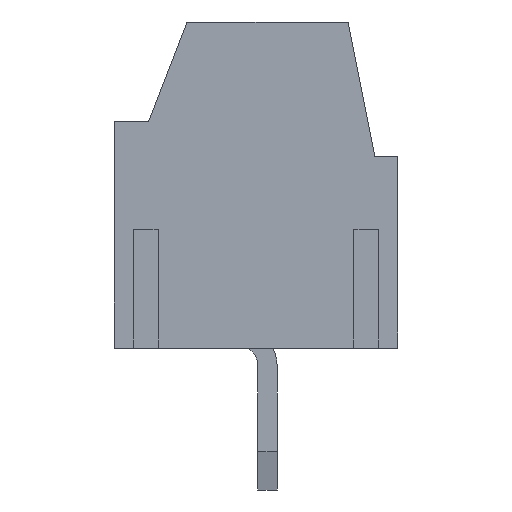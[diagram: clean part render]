
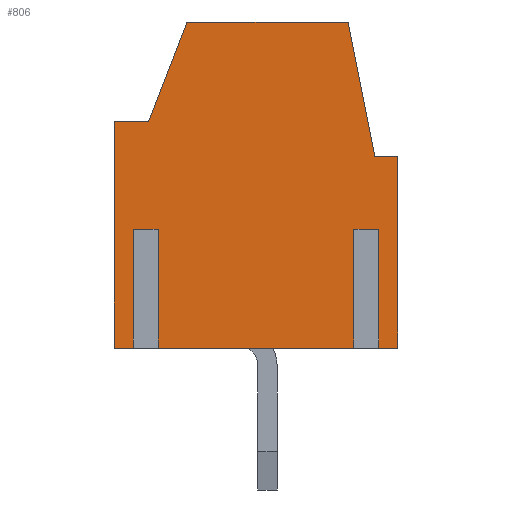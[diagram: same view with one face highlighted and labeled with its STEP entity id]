
A CAD part, left-side view. The second image highlights one B-rep face of the part: STEP entity #806.
In plain terms, the highlighted planar face has unit normal (-1, 0, 0).
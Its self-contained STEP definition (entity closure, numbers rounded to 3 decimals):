
#806=ADVANCED_FACE('',(#1718),#1719,.F.);
#1718=FACE_OUTER_BOUND('',#2748,.T.);
#1719=PLANE('',#2749);
#2748=EDGE_LOOP('',(#5095,#5096,#5097,#5098,#5099,#5100,#5101,#5102,#5103,#5104,#5105,#5106,#5107,#5108,#5109,#5110));
#2749=AXIS2_PLACEMENT_3D('',#5111,#5112,#5113);
#5095=ORIENTED_EDGE('',*,*,#6871,.T.);
#5096=ORIENTED_EDGE('',*,*,#6872,.T.);
#5097=ORIENTED_EDGE('',*,*,#6873,.F.);
#5098=ORIENTED_EDGE('',*,*,#6874,.F.);
#5099=ORIENTED_EDGE('',*,*,#6875,.F.);
#5100=ORIENTED_EDGE('',*,*,#6876,.F.);
#5101=ORIENTED_EDGE('',*,*,#6877,.F.);
#5102=ORIENTED_EDGE('',*,*,#6878,.F.);
#5103=ORIENTED_EDGE('',*,*,#6879,.F.);
#5104=ORIENTED_EDGE('',*,*,#6880,.F.);
#5105=ORIENTED_EDGE('',*,*,#6881,.F.);
#5106=ORIENTED_EDGE('',*,*,#6882,.F.);
#5107=ORIENTED_EDGE('',*,*,#6883,.T.);
#5108=ORIENTED_EDGE('',*,*,#6884,.T.);
#5109=ORIENTED_EDGE('',*,*,#6885,.F.);
#5110=ORIENTED_EDGE('',*,*,#6886,.F.);
#5111=CARTESIAN_POINT('',(-5.275,0.0,0.0));
#5112=DIRECTION('',(1.0,0.0,0.0));
#5113=DIRECTION('',(0.0,1.0,0.0));
#6871=EDGE_CURVE('',#8444,#8445,#8446,.T.);
#6872=EDGE_CURVE('',#8445,#8447,#8448,.T.);
#6873=EDGE_CURVE('',#8449,#8447,#8450,.T.);
#6874=EDGE_CURVE('',#8451,#8449,#8452,.T.);
#6875=EDGE_CURVE('',#8453,#8451,#8454,.T.);
#6876=EDGE_CURVE('',#8455,#8453,#8456,.T.);
#6877=EDGE_CURVE('',#8457,#8455,#8458,.T.);
#6878=EDGE_CURVE('',#8459,#8457,#8460,.T.);
#6879=EDGE_CURVE('',#8461,#8459,#8462,.T.);
#6880=EDGE_CURVE('',#8463,#8461,#8464,.T.);
#6881=EDGE_CURVE('',#8465,#8463,#8466,.T.);
#6882=EDGE_CURVE('',#8467,#8465,#8468,.T.);
#6883=EDGE_CURVE('',#8467,#8469,#8470,.T.);
#6884=EDGE_CURVE('',#8469,#8471,#8472,.T.);
#6885=EDGE_CURVE('',#8473,#8471,#8474,.T.);
#6886=EDGE_CURVE('',#8444,#8473,#8475,.T.);
#8444=VERTEX_POINT('',#10649);
#8445=VERTEX_POINT('',#10650);
#8446=LINE('',#10651,#10652);
#8447=VERTEX_POINT('',#10653);
#8448=LINE('',#10654,#10655);
#8449=VERTEX_POINT('',#10656);
#8450=LINE('',#10657,#10658);
#8451=VERTEX_POINT('',#10659);
#8452=LINE('',#10660,#10661);
#8453=VERTEX_POINT('',#10662);
#8454=LINE('',#10663,#10664);
#8455=VERTEX_POINT('',#10665);
#8456=LINE('',#10666,#10667);
#8457=VERTEX_POINT('',#10668);
#8458=LINE('',#10669,#10670);
#8459=VERTEX_POINT('',#10671);
#8460=LINE('',#10672,#10673);
#8461=VERTEX_POINT('',#10674);
#8462=LINE('',#10675,#10676);
#8463=VERTEX_POINT('',#10677);
#8464=LINE('',#10678,#10679);
#8465=VERTEX_POINT('',#10680);
#8466=LINE('',#10681,#10682);
#8467=VERTEX_POINT('',#10683);
#8468=LINE('',#10684,#10685);
#8469=VERTEX_POINT('',#10686);
#8470=LINE('',#10687,#10688);
#8471=VERTEX_POINT('',#10689);
#8472=LINE('',#10690,#10691);
#8473=VERTEX_POINT('',#10692);
#8474=LINE('',#10693,#10694);
#8475=LINE('',#10695,#10696);
#10649=CARTESIAN_POINT('',(-5.275,-2.625,0.15));
#10650=CARTESIAN_POINT('',(-5.275,-3.125,0.15));
#10651=CARTESIAN_POINT('',(-5.275,-2.625,0.15));
#10652=VECTOR('',#12372,1000.0);
#10653=CARTESIAN_POINT('',(-5.275,-3.125,-2.95));
#10654=CARTESIAN_POINT('',(-5.275,-3.125,0.15));
#10655=VECTOR('',#12373,1000.0);
#10656=CARTESIAN_POINT('',(-5.275,-3.7,-2.95));
#10657=CARTESIAN_POINT('',(-5.275,-3.7,-2.95));
#10658=VECTOR('',#12374,1000.0);
#10659=CARTESIAN_POINT('',(-5.275,-3.7,2.05));
#10660=CARTESIAN_POINT('',(-5.275,-3.7,2.05));
#10661=VECTOR('',#12375,1000.0);
#10662=CARTESIAN_POINT('',(-5.275,-3.1,2.05));
#10663=CARTESIAN_POINT('',(-5.275,-3.1,2.05));
#10664=VECTOR('',#12376,1000.0);
#10665=CARTESIAN_POINT('',(-5.275,-2.4,5.55));
#10666=CARTESIAN_POINT('',(-5.275,-2.4,5.55));
#10667=VECTOR('',#12377,1000.0);
#10668=CARTESIAN_POINT('',(-5.275,1.8,5.55));
#10669=CARTESIAN_POINT('',(-5.275,1.8,5.55));
#10670=VECTOR('',#12378,1000.0);
#10671=CARTESIAN_POINT('',(-5.275,2.8,2.95));
#10672=CARTESIAN_POINT('',(-5.275,2.8,2.95));
#10673=VECTOR('',#12379,1000.0);
#10674=CARTESIAN_POINT('',(-5.275,3.7,2.95));
#10675=CARTESIAN_POINT('',(-5.275,3.7,2.95));
#10676=VECTOR('',#12380,1000.0);
#10677=CARTESIAN_POINT('',(-5.275,3.7,-2.95));
#10678=CARTESIAN_POINT('',(-5.275,3.7,-2.95));
#10679=VECTOR('',#12381,1000.0);
#10680=CARTESIAN_POINT('',(-5.275,3.125,-2.95));
#10681=CARTESIAN_POINT('',(-5.275,-3.7,-2.95));
#10682=VECTOR('',#12382,1000.0);
#10683=CARTESIAN_POINT('',(-5.275,3.125,0.15));
#10684=CARTESIAN_POINT('',(-5.275,3.125,0.15));
#10685=VECTOR('',#12383,1000.0);
#10686=CARTESIAN_POINT('',(-5.275,2.625,0.15));
#10687=CARTESIAN_POINT('',(-5.275,3.125,0.15));
#10688=VECTOR('',#12384,1000.0);
#10689=CARTESIAN_POINT('',(-5.275,2.625,-2.95));
#10690=CARTESIAN_POINT('',(-5.275,2.625,0.15));
#10691=VECTOR('',#12385,1000.0);
#10692=CARTESIAN_POINT('',(-5.275,-2.625,-2.95));
#10693=CARTESIAN_POINT('',(-5.275,-3.7,-2.95));
#10694=VECTOR('',#12386,1000.0);
#10695=CARTESIAN_POINT('',(-5.275,-2.625,0.15));
#10696=VECTOR('',#12387,1000.0);
#12372=DIRECTION('',(0.0,-1.0,0.0));
#12373=DIRECTION('',(0.0,0.0,-1.0));
#12374=DIRECTION('',(0.0,1.0,0.0));
#12375=DIRECTION('',(0.0,0.,-1.0));
#12376=DIRECTION('',(0.0,-1.0,0.0));
#12377=DIRECTION('',(0.0,-0.196,-0.981));
#12378=DIRECTION('',(0.0,-1.0,0.));
#12379=DIRECTION('',(0.0,-0.359,0.933));
#12380=DIRECTION('',(0.0,-1.0,0.));
#12381=DIRECTION('',(0.0,0.,1.0));
#12382=DIRECTION('',(0.0,1.0,0.0));
#12383=DIRECTION('',(0.0,0.0,-1.0));
#12384=DIRECTION('',(0.0,-1.0,0.0));
#12385=DIRECTION('',(0.0,0.0,-1.0));
#12386=DIRECTION('',(0.0,1.0,0.0));
#12387=DIRECTION('',(0.0,0.0,-1.0));
